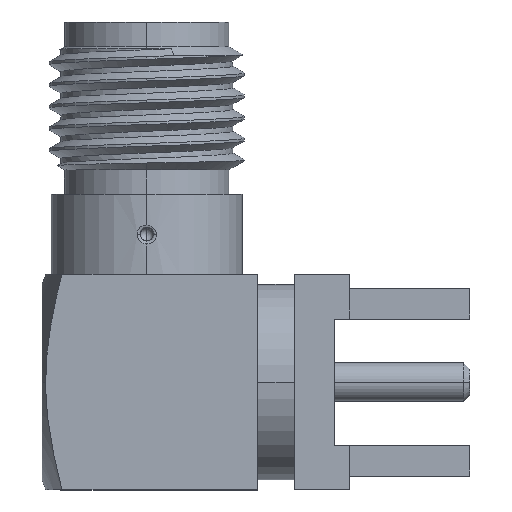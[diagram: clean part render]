
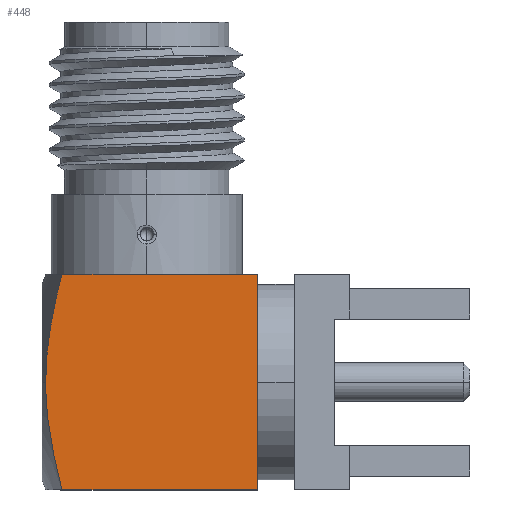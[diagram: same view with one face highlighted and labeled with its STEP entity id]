
A CAD part, left-side view. The second image highlights one B-rep face of the part: STEP entity #448.
In plain terms, the highlighted planar face has unit normal (-1, 0, 0).
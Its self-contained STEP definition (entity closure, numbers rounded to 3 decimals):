
#4 = CARTESIAN_POINT ( 'NONE',  ( -3.5, 9.882, -0.585 ) ) ;
#30 = ORIENTED_EDGE ( 'NONE', *, *, #2064, .T. ) ;
#108 = VERTEX_POINT ( 'NONE', #896 ) ;
#178 = PLANE ( 'NONE',  #3271 ) ;
#225 = B_SPLINE_CURVE_WITH_KNOTS ( 'NONE', 3,
 ( #3427, #1171, #1546, #611, #2807, #3462 ),
 .UNSPECIFIED., .F., .F.,
 ( 4, 2, 4 ),
 ( 0.004, 0.005, 0.007 ),
 .UNSPECIFIED. ) ;
#269 = ORIENTED_EDGE ( 'NONE', *, *, #445, .F. ) ;
#363 = CARTESIAN_POINT ( 'NONE',  ( -3.5, 3., 3.5 ) ) ;
#389 = EDGE_CURVE ( 'NONE', #799, #2822, #2541, .T. ) ;
#395 = VERTEX_POINT ( 'NONE', #2323 ) ;
#445 = EDGE_CURVE ( 'NONE', #2822, #108, #1253, .T. ) ;
#448 = ADVANCED_FACE ( 'NONE', ( #1492 ), #178, .F. ) ;
#548 = CARTESIAN_POINT ( 'NONE',  ( -3.5, 3., -3.5 ) ) ;
#611 = CARTESIAN_POINT ( 'NONE',  ( -3.5, 9.826, 1.173 ) ) ;
#769 = CARTESIAN_POINT ( 'NONE',  ( -3.5, 3., -3.5 ) ) ;
#799 = VERTEX_POINT ( 'NONE', #363 ) ;
#896 = CARTESIAN_POINT ( 'NONE',  ( -3.5, 9.354, -3.5 ) ) ;
#915 = CARTESIAN_POINT ( 'NONE',  ( -3.5, 9.354, 3.5 ) ) ;
#934 = CARTESIAN_POINT ( 'NONE',  ( -3.5, 9.633, -2.35 ) ) ;
#981 = EDGE_CURVE ( 'NONE', #3172, #799, #1421, .T. ) ;
#1171 = CARTESIAN_POINT ( 'NONE',  ( -3.5, 9.502, 2.924 ) ) ;
#1246 = CARTESIAN_POINT ( 'NONE',  ( -3.5, 9.882, 0. ) ) ;
#1253 = LINE ( 'NONE', #548, #2482 ) ;
#1259 = CARTESIAN_POINT ( 'NONE',  ( -3.5, 9.354, -3.5 ) ) ;
#1421 = LINE ( 'NONE', #3611, #1511 ) ;
#1492 = FACE_OUTER_BOUND ( 'NONE', #2975, .T. ) ;
#1511 = VECTOR ( 'NONE', #2014, 1000. ) ;
#1546 = CARTESIAN_POINT ( 'NONE',  ( -3.5, 9.635, 2.34 ) ) ;
#1825 = DIRECTION ( 'NONE',  ( 0., 0., -1. ) ) ;
#2014 = DIRECTION ( 'NONE',  ( 0., -1., 0. ) ) ;
#2064 = EDGE_CURVE ( 'NONE', #395, #108, #3690, .T. ) ;
#2066 = DIRECTION ( 'NONE',  ( 0., 1., 0. ) ) ;
#2323 = CARTESIAN_POINT ( 'NONE',  ( -3.5, 9.882, 0. ) ) ;
#2427 = CARTESIAN_POINT ( 'NONE',  ( -3.5, 3., -3.5 ) ) ;
#2482 = VECTOR ( 'NONE', #2066, 1000. ) ;
#2510 = CARTESIAN_POINT ( 'NONE',  ( -3.5, 9.826, -1.173 ) ) ;
#2541 = LINE ( 'NONE', #769, #2590 ) ;
#2590 = VECTOR ( 'NONE', #2960, 1000. ) ;
#2719 = ORIENTED_EDGE ( 'NONE', *, *, #389, .F. ) ;
#2807 = CARTESIAN_POINT ( 'NONE',  ( -3.5, 9.882, 0.588 ) ) ;
#2822 = VERTEX_POINT ( 'NONE', #2427 ) ;
#2930 = ORIENTED_EDGE ( 'NONE', *, *, #3512, .T. ) ;
#2960 = DIRECTION ( 'NONE',  ( 0., 0., -1. ) ) ;
#2975 = EDGE_LOOP ( 'NONE', ( #3432, #2930, #30, #269, #2719 ) ) ;
#3172 = VERTEX_POINT ( 'NONE', #915 ) ;
#3271 = AXIS2_PLACEMENT_3D ( 'NONE', #3673, #3700, #1825 ) ;
#3427 = CARTESIAN_POINT ( 'NONE',  ( -3.5, 9.354, 3.5 ) ) ;
#3432 = ORIENTED_EDGE ( 'NONE', *, *, #981, .F. ) ;
#3462 = CARTESIAN_POINT ( 'NONE',  ( -3.5, 9.882, 0. ) ) ;
#3512 = EDGE_CURVE ( 'NONE', #3172, #395, #225, .T. ) ;
#3611 = CARTESIAN_POINT ( 'NONE',  ( -3.5, 3., 3.5 ) ) ;
#3673 = CARTESIAN_POINT ( 'NONE',  ( -3.5, 0., 0. ) ) ;
#3690 = B_SPLINE_CURVE_WITH_KNOTS ( 'NONE', 3,
 ( #1246, #4, #2510, #934, #4065, #1259 ),
 .UNSPECIFIED., .F., .F.,
 ( 4, 2, 4 ),
 ( 0.007, 0.009, 0.011 ),
 .UNSPECIFIED. ) ;
#3700 = DIRECTION ( 'NONE',  ( 1., 0., 0. ) ) ;
#4065 = CARTESIAN_POINT ( 'NONE',  ( -3.5, 9.501, -2.928 ) ) ;
